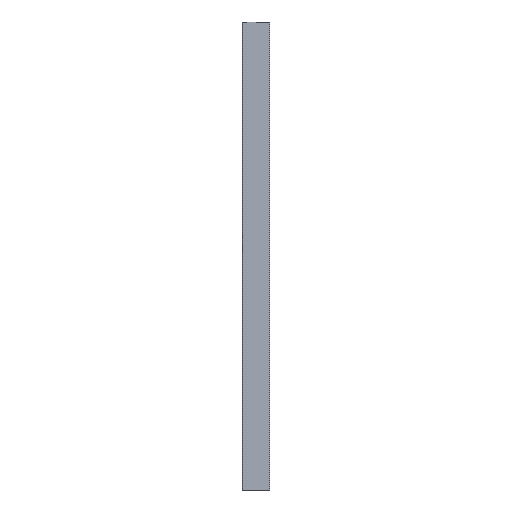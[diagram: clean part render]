
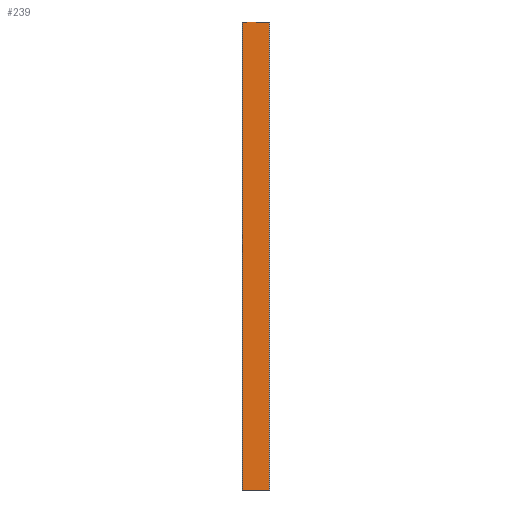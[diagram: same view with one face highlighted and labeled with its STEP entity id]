
A CAD part, left-side view. The second image highlights one B-rep face of the part: STEP entity #239.
In plain terms, the highlighted planar face has unit normal (-0.996, -0.087, 0).
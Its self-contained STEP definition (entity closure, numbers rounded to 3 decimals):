
#4 = EDGE_LOOP ( 'NONE', ( #14, #84, #194, #261 ) ) ;
#14 = ORIENTED_EDGE ( 'NONE', *, *, #248, .T. ) ;
#16 = VERTEX_POINT ( 'NONE', #163 ) ;
#20 = DIRECTION ( 'NONE',  ( 0.996, 0.087, 0. ) ) ;
#26 = VECTOR ( 'NONE', #230, 1000. ) ;
#27 = VECTOR ( 'NONE', #44, 1000. ) ;
#29 = LINE ( 'NONE', #162, #26 ) ;
#34 = VERTEX_POINT ( 'NONE', #250 ) ;
#42 = DIRECTION ( 'NONE',  ( 0.087, -0.996, 0. ) ) ;
#44 = DIRECTION ( 'NONE',  ( 0.087, -0.996, 0. ) ) ;
#47 = EDGE_CURVE ( 'NONE', #255, #256, #140, .T. ) ;
#70 = CARTESIAN_POINT ( 'NONE',  ( -0.261, 1.841, 0. ) ) ;
#84 = ORIENTED_EDGE ( 'NONE', *, *, #96, .T. ) ;
#88 = VECTOR ( 'NONE', #42, 1000. ) ;
#96 = EDGE_CURVE ( 'NONE', #34, #16, #29, .T. ) ;
#97 = LINE ( 'NONE', #70, #88 ) ;
#140 = LINE ( 'NONE', #182, #202 ) ;
#151 = CARTESIAN_POINT ( 'NONE',  ( -0.261, 1.841, 50. ) ) ;
#162 = CARTESIAN_POINT ( 'NONE',  ( -0.01, -1.034, 50. ) ) ;
#163 = CARTESIAN_POINT ( 'NONE',  ( -0.01, -1.034, 50. ) ) ;
#172 = LINE ( 'NONE', #151, #27 ) ;
#176 = FACE_OUTER_BOUND ( 'NONE', #4, .T. ) ;
#182 = CARTESIAN_POINT ( 'NONE',  ( -0.261, 1.841, 50. ) ) ;
#194 = ORIENTED_EDGE ( 'NONE', *, *, #265, .F. ) ;
#202 = VECTOR ( 'NONE', #320, 1000. ) ;
#220 = CARTESIAN_POINT ( 'NONE',  ( -0.261, 1.841, 50. ) ) ;
#223 = DIRECTION ( 'NONE',  ( -0.087, 0.996, 0. ) ) ;
#230 = DIRECTION ( 'NONE',  ( 0., 0., 1. ) ) ;
#239 = ADVANCED_FACE ( 'NONE', ( #176 ), #309, .F. ) ;
#242 = CARTESIAN_POINT ( 'NONE',  ( -0.261, 1.841, 50. ) ) ;
#248 = EDGE_CURVE ( 'NONE', #256, #34, #97, .T. ) ;
#250 = CARTESIAN_POINT ( 'NONE',  ( -0.01, -1.034, 0. ) ) ;
#255 = VERTEX_POINT ( 'NONE', #220 ) ;
#256 = VERTEX_POINT ( 'NONE', #270 ) ;
#261 = ORIENTED_EDGE ( 'NONE', *, *, #47, .T. ) ;
#265 = EDGE_CURVE ( 'NONE', #255, #16, #172, .T. ) ;
#270 = CARTESIAN_POINT ( 'NONE',  ( -0.261, 1.841, 0. ) ) ;
#309 = PLANE ( 'NONE',  #315 ) ;
#315 = AXIS2_PLACEMENT_3D ( 'NONE', #242, #20, #223 ) ;
#320 = DIRECTION ( 'NONE',  ( 0., 0., -1. ) ) ;
